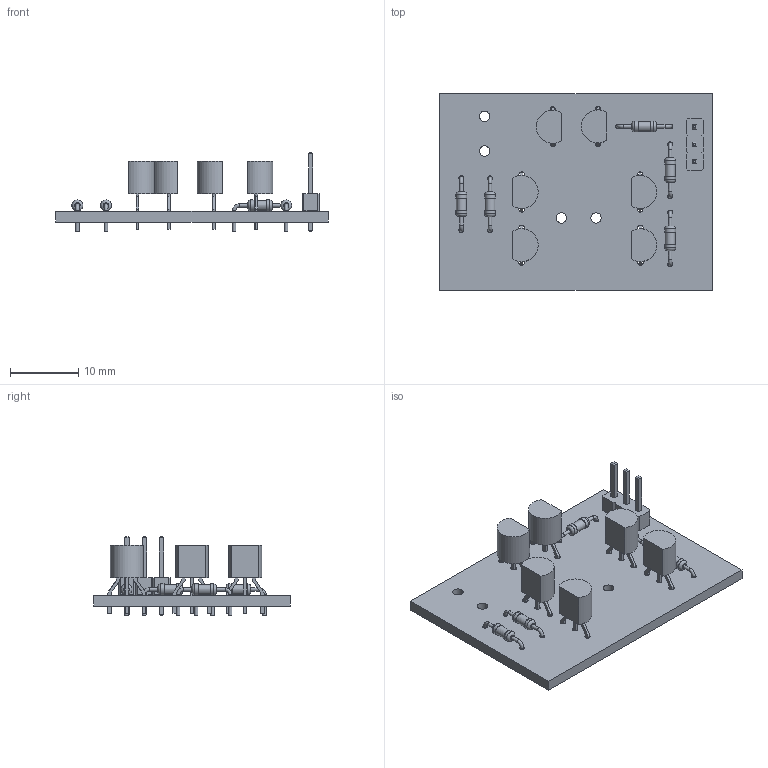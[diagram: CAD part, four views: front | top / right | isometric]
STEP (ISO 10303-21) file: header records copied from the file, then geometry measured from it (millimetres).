
FILE_DESCRIPTION(('KiCad electronic assembly'),'2;1');
FILE_NAME('H-BRIDGE-BC639-1A.step','2024-03-26T02:47:10',('Pcbnew'),( 'Kicad'),'Open CASCADE STEP processor 7.7','KiCad to STEP converter' ,'Unknown');
FILE_SCHEMA(('AUTOMOTIVE_DESIGN { 1 0 10303 214 1 1 1 1 }'));
Length unit declared in the file: millimetre
Products named in the file (8): H-BRIDGE-BC639-1A 1; TO-92_Inline_Wide; R_Axial_DIN0204_L3.6mm_D1.6mm_P7.62mm_Horizontal; R_Axial_DIN0204_L36mm_D16mm_P762mm_Horizontal; PinHeader_1x03_P2.54mm_Vertical; PinHeader_1x03_P254mm_Vertical; H-BRIDGE-BC639-1A_PCB
Assembly tree (16 placements, depth 3):
  H-BRIDGE-BC639-1A 1
    TO-92_Inline_Wide  x6
      TO-92_Inline_Wide
    R_Axial_DIN0204_L3.6mm_D1.6mm_P7.62mm_Horizontal  x5
      R_Axial_DIN0204_L36mm_D16mm_P762mm_Horizontal
    PinHeader_1x03_P2.54mm_Vertical
      PinHeader_1x03_P254mm_Vertical
    H-BRIDGE-BC639-1A_PCB
Bounding box: 40 x 28.8 x 11.54 mm (x, y, z)
Volume: 2365.1 mm3; surface area: 3743.6 mm2
Topology: 13 solids, 13 shells, 364 faces, 828 edges, 534 vertices
Faces by surface type: plane 268, cylinder 76, torus 20
Full cylindrical faces by diameter (mm): 0.5 x20, 0.7 x10, 0.8 x18, 1 x3, 1.44 x5, 1.52 x4, 1.6 x10
Entity records: 5854 total; most frequent: DIRECTION 838, CARTESIAN_POINT 818, ORIENTED_EDGE 780, EDGE_CURVE 390, LINE 298, VECTOR 298, AXIS2_PLACEMENT_3D 270, VERTEX_POINT 250
